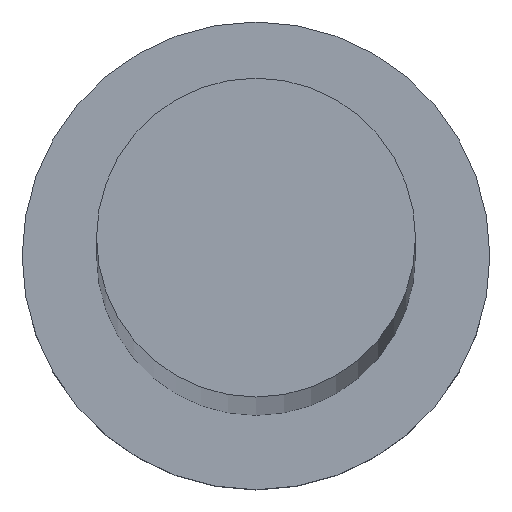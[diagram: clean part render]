
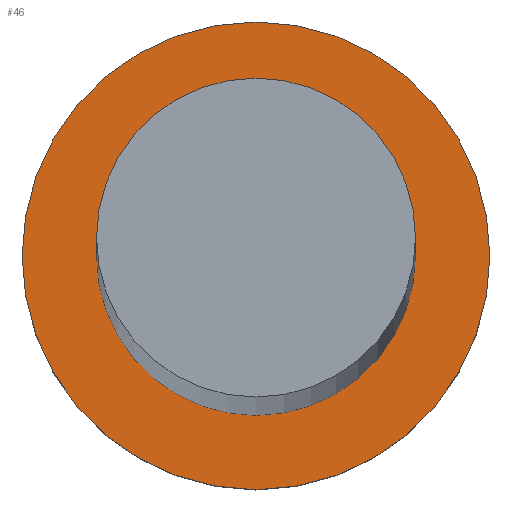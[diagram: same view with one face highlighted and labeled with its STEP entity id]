
A CAD part, top view. The second image highlights one B-rep face of the part: STEP entity #46.
In plain terms, the highlighted planar face has unit normal (0, 0, 1).
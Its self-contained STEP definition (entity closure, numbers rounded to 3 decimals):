
#2 = EDGE_CURVE ( 'NONE', #79, #68, #188, .T. ) ;
#10 = EDGE_CURVE ( 'NONE', #68, #79, #107, .T. ) ;
#11 = DIRECTION ( 'NONE',  ( 1., 0., 0. ) ) ;
#26 = CIRCLE ( 'NONE', #124, 11. ) ;
#29 = CARTESIAN_POINT ( 'NONE',  ( 0., 0., 7. ) ) ;
#43 = DIRECTION ( 'NONE',  ( 1., 0., 0. ) ) ;
#46 = ADVANCED_FACE ( 'NONE', ( #246, #128 ), #222, .T. ) ;
#48 = DIRECTION ( 'NONE',  ( 1., 0., 0. ) ) ;
#50 = CARTESIAN_POINT ( 'NONE',  ( 0., 0., 7. ) ) ;
#60 = EDGE_LOOP ( 'NONE', ( #144, #93 ) ) ;
#63 = VERTEX_POINT ( 'NONE', #167 ) ;
#64 = AXIS2_PLACEMENT_3D ( 'NONE', #125, #201, #148 ) ;
#68 = VERTEX_POINT ( 'NONE', #105 ) ;
#79 = VERTEX_POINT ( 'NONE', #108 ) ;
#82 = ORIENTED_EDGE ( 'NONE', *, *, #10, .F. ) ;
#92 = DIRECTION ( 'NONE',  ( 0., 0., 1. ) ) ;
#93 = ORIENTED_EDGE ( 'NONE', *, *, #132, .T. ) ;
#95 = CARTESIAN_POINT ( 'NONE',  ( 11., 0., 7. ) ) ;
#105 = CARTESIAN_POINT ( 'NONE',  ( 7.5, 0., 7. ) ) ;
#107 = CIRCLE ( 'NONE', #64, 7.5 ) ;
#108 = CARTESIAN_POINT ( 'NONE',  ( -7.5, 0., 7. ) ) ;
#114 = EDGE_CURVE ( 'NONE', #63, #181, #135, .T. ) ;
#124 = AXIS2_PLACEMENT_3D ( 'NONE', #168, #185, #152 ) ;
#125 = CARTESIAN_POINT ( 'NONE',  ( 0., 0., 7. ) ) ;
#128 = FACE_OUTER_BOUND ( 'NONE', #60, .T. ) ;
#132 = EDGE_CURVE ( 'NONE', #181, #63, #26, .T. ) ;
#135 = CIRCLE ( 'NONE', #151, 11. ) ;
#141 = AXIS2_PLACEMENT_3D ( 'NONE', #50, #170, #11 ) ;
#144 = ORIENTED_EDGE ( 'NONE', *, *, #114, .T. ) ;
#148 = DIRECTION ( 'NONE',  ( 1., 0., 0. ) ) ;
#151 = AXIS2_PLACEMENT_3D ( 'NONE', #29, #92, #48 ) ;
#152 = DIRECTION ( 'NONE',  ( 1., 0., 0. ) ) ;
#161 = ORIENTED_EDGE ( 'NONE', *, *, #2, .F. ) ;
#167 = CARTESIAN_POINT ( 'NONE',  ( -11., 0., 7. ) ) ;
#168 = CARTESIAN_POINT ( 'NONE',  ( 0., 0., 7. ) ) ;
#170 = DIRECTION ( 'NONE',  ( 0., 0., 1. ) ) ;
#178 = AXIS2_PLACEMENT_3D ( 'NONE', #183, #216, #43 ) ;
#181 = VERTEX_POINT ( 'NONE', #95 ) ;
#183 = CARTESIAN_POINT ( 'NONE',  ( 0., 0., 7. ) ) ;
#185 = DIRECTION ( 'NONE',  ( 0., 0., 1. ) ) ;
#188 = CIRCLE ( 'NONE', #178, 7.5 ) ;
#201 = DIRECTION ( 'NONE',  ( 0., 0., 1. ) ) ;
#215 = EDGE_LOOP ( 'NONE', ( #161, #82 ) ) ;
#216 = DIRECTION ( 'NONE',  ( 0., 0., 1. ) ) ;
#222 = PLANE ( 'NONE',  #141 ) ;
#246 = FACE_BOUND ( 'NONE', #215, .T. ) ;
